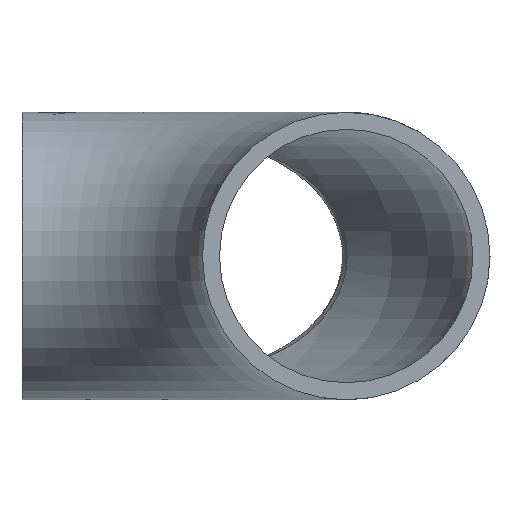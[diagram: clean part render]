
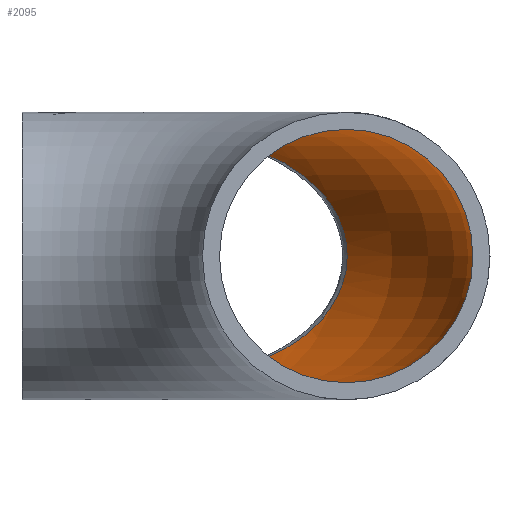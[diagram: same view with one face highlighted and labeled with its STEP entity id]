
A CAD part, left-side view. The second image highlights one B-rep face of the part: STEP entity #2095.
In plain terms, the highlighted toroidal (fillet/blend) face has major radius 38 mm and minor radius 14.85 mm.
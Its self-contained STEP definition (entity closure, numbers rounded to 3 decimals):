
#4 = CARTESIAN_POINT ( 'NONE',  ( -1.386, -38.119, -0.275 ) ) ;
#188 = CARTESIAN_POINT ( 'NONE',  ( 0., 0., 14.85 ) ) ;
#420 = CARTESIAN_POINT ( 'NONE',  ( -0.979, -29.411, 11.597 ) ) ;
#459 = CARTESIAN_POINT ( 'NONE',  ( -1.3, -36.216, -6.069 ) ) ;
#539 = CARTESIAN_POINT ( 'NONE',  ( -1.055, -30.993, -10.776 ) ) ;
#568 = CARTESIAN_POINT ( 'NONE',  ( -0.25, -13.22, -14.729 ) ) ;
#1062 = DIRECTION ( 'NONE',  ( -1., 0., 0. ) ) ;
#1351 = CARTESIAN_POINT ( 'NONE',  ( -1.098, -31.891, 10.228 ) ) ;
#1416 = CARTESIAN_POINT ( 'NONE',  ( -0.738, -24.428, -13.339 ) ) ;
#1454 = CARTESIAN_POINT ( 'NONE',  ( -1.352, -37.361, 3.885 ) ) ;
#1873 = ORIENTED_EDGE ( 'NONE', *, *, #4463, .T. ) ;
#1887 = EDGE_CURVE ( 'NONE', #7327, #10294, #4445, .T. ) ;
#2019 = CARTESIAN_POINT ( 'NONE',  ( -1.385, -38.092, 1.144 ) ) ;
#2095 = ADVANCED_FACE ( 'NONE', ( #3149, #4658 ), #3694, .F. ) ;
#2129 = CARTESIAN_POINT ( 'NONE',  ( -1.25, -35.119, 7.485 ) ) ;
#2139 = EDGE_LOOP ( 'NONE', ( #2389, #7485 ) ) ;
#2168 = CARTESIAN_POINT ( 'NONE',  ( -0.808, -25.888, 12.992 ) ) ;
#2207 = CARTESIAN_POINT ( 'NONE',  ( -1.117, -32.288, 9.963 ) ) ;
#2209 = CARTESIAN_POINT ( 'NONE',  ( -0.008, -2.359, -14.85 ) ) ;
#2245 = CARTESIAN_POINT ( 'NONE',  ( -1.274, -35.657, -6.841 ) ) ;
#2284 = CARTESIAN_POINT ( 'NONE',  ( -0.467, -18.608, 14.357 ) ) ;
#2345 = CARTESIAN_POINT ( 'NONE',  ( -1.363, -37.603, 3.213 ) ) ;
#2364 = CARTESIAN_POINT ( 'NONE',  ( -1.385, -38.095, -0.755 ) ) ;
#2389 = ORIENTED_EDGE ( 'NONE', *, *, #10758, .T. ) ;
#2551 = CIRCLE ( 'NONE', #8219, 14.85 ) ;
#2644 = DIRECTION ( 'NONE',  ( 1., 0., 0. ) ) ;
#3088 = CARTESIAN_POINT ( 'NONE',  ( -1.303, -36.277, 5.978 ) ) ;
#3149 = FACE_OUTER_BOUND ( 'NONE', #2139, .T. ) ;
#3171 = CARTESIAN_POINT ( 'NONE',  ( -1.312, -36.473, -5.668 ) ) ;
#3207 = CARTESIAN_POINT ( 'NONE',  ( -1.217, -34.413, -8.258 ) ) ;
#3243 = CARTESIAN_POINT ( 'NONE',  ( -0.033, -4.721, -14.848 ) ) ;
#3282 = CARTESIAN_POINT ( 'NONE',  ( -0.321, -15.106, -14.646 ) ) ;
#3446 = DIRECTION ( 'NONE',  ( 0., 0., -1. ) ) ;
#3694 = TOROIDAL_SURFACE ( 'NONE', #3724, 38., 14.85 ) ;
#3724 = AXIS2_PLACEMENT_3D ( 'NONE', #9615, #3446, #2644 ) ;
#3820 = CARTESIAN_POINT ( 'NONE',  ( -0.001, -1.866, 14.85 ) ) ;
#3939 = CARTESIAN_POINT ( 'NONE',  ( -1.29, -36.008, 6.37 ) ) ;
#3983 = CARTESIAN_POINT ( 'NONE',  ( -0.826, -26.244, -12.829 ) ) ;
#4017 = CARTESIAN_POINT ( 'NONE',  ( -0.999, -29.837, 11.393 ) ) ;
#4019 = CARTESIAN_POINT ( 'NONE',  ( -0.001, -0.941, -14.85 ) ) ;
#4059 = CARTESIAN_POINT ( 'NONE',  ( -1.112, -32.193, -10.027 ) ) ;
#4096 = CARTESIAN_POINT ( 'NONE',  ( -0.721, -24.085, 13.454 ) ) ;
#4099 = CARTESIAN_POINT ( 'NONE',  ( -0.869, -27.147, -12.532 ) ) ;
#4140 = CARTESIAN_POINT ( 'NONE',  ( -1.131, -32.584, -9.755 ) ) ;
#4445 = B_SPLINE_CURVE_WITH_KNOTS ( 'NONE', 3,
 ( #188, #3820, #4703, #11018, #5885, #6727, #4945, #2284, #11092, #4096, #2168, #11053, #5813, #420, #4017, #9239, #6568, #1351, #2207, #8354, #7457, #2129, #9198, #3939, #3088, #10115, #7537, #8392, #1454, #5990, #2345, #10655, #2019, #4, #2364, #8550, #11020, #5888, #5815, #3171, #459, #2245, #8433, #3207, #8466, #4140, #4059, #10158, #539, #6769, #9309, #4099, #3983, #1416, #4986, #9343, #10230, #4947, #10117, #3282, #568, #4869, #11055, #3243, #11096, #2209, #5848, #4019, #7646, #8395 ),
 .UNSPECIFIED., .F., .F.,
 ( 4, 2, 2, 2, 2, 2, 2, 2, 2, 2, 2, 2, 2, 2, 2, 2, 2, 2, 2, 2, 2, 2, 2, 2, 2, 2, 2, 2, 2, 2, 2, 2, 2, 2, 4 ),
 ( 0., 0.005, 0.011, 0.017, 0.022, 0.028, 0.029, 0.031, 0.032, 0.033, 0.036, 0.038, 0.039, 0.04, 0.041, 0.042, 0.045, 0.046, 0.047, 0.05, 0.052, 0.053, 0.056, 0.057, 0.059, 0.061, 0.064, 0.067, 0.07, 0.073, 0.078, 0.084, 0.087, 0.088, 0.089 ),
 .UNSPECIFIED. ) ;
#4463 = EDGE_CURVE ( 'NONE', #5336, #5336, #11298, .T. ) ;
#4658 = FACE_OUTER_BOUND ( 'NONE', #9246, .T. ) ;
#4703 = CARTESIAN_POINT ( 'NONE',  ( -0.017, -3.732, 14.851 ) ) ;
#4869 = CARTESIAN_POINT ( 'NONE',  ( -0.13, -9.445, -14.825 ) ) ;
#4886 = CARTESIAN_POINT ( 'NONE',  ( 0., 0., -14.85 ) ) ;
#4945 = CARTESIAN_POINT ( 'NONE',  ( -0.314, -14.914, 14.656 ) ) ;
#4947 = CARTESIAN_POINT ( 'NONE',  ( -0.48, -18.869, -14.31 ) ) ;
#4986 = CARTESIAN_POINT ( 'NONE',  ( -0.694, -23.512, -13.553 ) ) ;
#5336 = VERTEX_POINT ( 'NONE', #6431 ) ;
#5370 = CARTESIAN_POINT ( 'NONE',  ( -38., -38., 0. ) ) ;
#5813 = CARTESIAN_POINT ( 'NONE',  ( -0.937, -28.546, 11.98 ) ) ;
#5815 = CARTESIAN_POINT ( 'NONE',  ( -1.343, -37.165, -4.433 ) ) ;
#5848 = CARTESIAN_POINT ( 'NONE',  ( -0.005, -1.886, -14.85 ) ) ;
#5885 = CARTESIAN_POINT ( 'NONE',  ( -0.127, -9.331, 14.826 ) ) ;
#5888 = CARTESIAN_POINT ( 'NONE',  ( -1.359, -37.527, -3.56 ) ) ;
#5990 = CARTESIAN_POINT ( 'NONE',  ( -1.359, -37.527, 3.44 ) ) ;
#6431 = CARTESIAN_POINT ( 'NONE',  ( -38., -52.85, 0. ) ) ;
#6568 = CARTESIAN_POINT ( 'NONE',  ( -1.059, -31.085, 10.724 ) ) ;
#6727 = CARTESIAN_POINT ( 'NONE',  ( -0.244, -13.056, 14.734 ) ) ;
#6769 = CARTESIAN_POINT ( 'NONE',  ( -0.996, -29.756, -11.45 ) ) ;
#7327 = VERTEX_POINT ( 'NONE', #9577 ) ;
#7457 = CARTESIAN_POINT ( 'NONE',  ( -1.204, -34.147, 8.509 ) ) ;
#7485 = ORIENTED_EDGE ( 'NONE', *, *, #1887, .T. ) ;
#7537 = CARTESIAN_POINT ( 'NONE',  ( -1.335, -36.982, 4.751 ) ) ;
#7586 = DIRECTION ( 'NONE',  ( 0., 0., 1. ) ) ;
#7646 = CARTESIAN_POINT ( 'NONE',  ( 0., -0.467, -14.85 ) ) ;
#8115 = DIRECTION ( 'NONE',  ( 0., -1., 0. ) ) ;
#8219 = AXIS2_PLACEMENT_3D ( 'NONE', #9357, #8562, #7586 ) ;
#8354 = CARTESIAN_POINT ( 'NONE',  ( -1.171, -33.436, 9.125 ) ) ;
#8392 = CARTESIAN_POINT ( 'NONE',  ( -1.348, -37.271, 4.104 ) ) ;
#8395 = CARTESIAN_POINT ( 'NONE',  ( 0., 0., -14.85 ) ) ;
#8433 = CARTESIAN_POINT ( 'NONE',  ( -1.261, -35.359, -7.208 ) ) ;
#8466 = CARTESIAN_POINT ( 'NONE',  ( -1.184, -33.716, -8.891 ) ) ;
#8550 = CARTESIAN_POINT ( 'NONE',  ( -1.38, -37.981, -1.702 ) ) ;
#8562 = DIRECTION ( 'NONE',  ( 0., 1., 0. ) ) ;
#9198 = CARTESIAN_POINT ( 'NONE',  ( -1.264, -35.428, 7.126 ) ) ;
#9239 = CARTESIAN_POINT ( 'NONE',  ( -1.04, -30.674, 10.956 ) ) ;
#9246 = EDGE_LOOP ( 'NONE', ( #1873 ) ) ;
#9309 = CARTESIAN_POINT ( 'NONE',  ( -0.954, -28.902, -11.842 ) ) ;
#9343 = CARTESIAN_POINT ( 'NONE',  ( -0.608, -21.667, -13.915 ) ) ;
#9357 = CARTESIAN_POINT ( 'NONE',  ( 0., 0., 0. ) ) ;
#9577 = CARTESIAN_POINT ( 'NONE',  ( 0., 0., 14.85 ) ) ;
#9615 = CARTESIAN_POINT ( 'NONE',  ( -38., 0., 0. ) ) ;
#9735 = AXIS2_PLACEMENT_3D ( 'NONE', #5370, #1062, #8115 ) ;
#10115 = CARTESIAN_POINT ( 'NONE',  ( -1.325, -36.763, 5.169 ) ) ;
#10117 = CARTESIAN_POINT ( 'NONE',  ( -0.439, -17.929, -14.409 ) ) ;
#10158 = CARTESIAN_POINT ( 'NONE',  ( -1.074, -31.399, -10.537 ) ) ;
#10230 = CARTESIAN_POINT ( 'NONE',  ( -0.565, -20.738, -14.063 ) ) ;
#10294 = VERTEX_POINT ( 'NONE', #4886 ) ;
#10655 = CARTESIAN_POINT ( 'NONE',  ( -1.378, -37.944, 2.072 ) ) ;
#10758 = EDGE_CURVE ( 'NONE', #10294, #7327, #2551, .T. ) ;
#11018 = CARTESIAN_POINT ( 'NONE',  ( -0.08, -7.464, 14.84 ) ) ;
#11020 = CARTESIAN_POINT ( 'NONE',  ( -1.376, -37.891, -2.171 ) ) ;
#11053 = CARTESIAN_POINT ( 'NONE',  ( -0.916, -28.106, 12.159 ) ) ;
#11055 = CARTESIAN_POINT ( 'NONE',  ( -0.082, -7.556, -14.839 ) ) ;
#11092 = CARTESIAN_POINT ( 'NONE',  ( -0.55, -20.446, 14.138 ) ) ;
#11096 = CARTESIAN_POINT ( 'NONE',  ( -0.021, -3.776, -14.849 ) ) ;
#11298 = CIRCLE ( 'NONE', #9735, 14.85 ) ;
